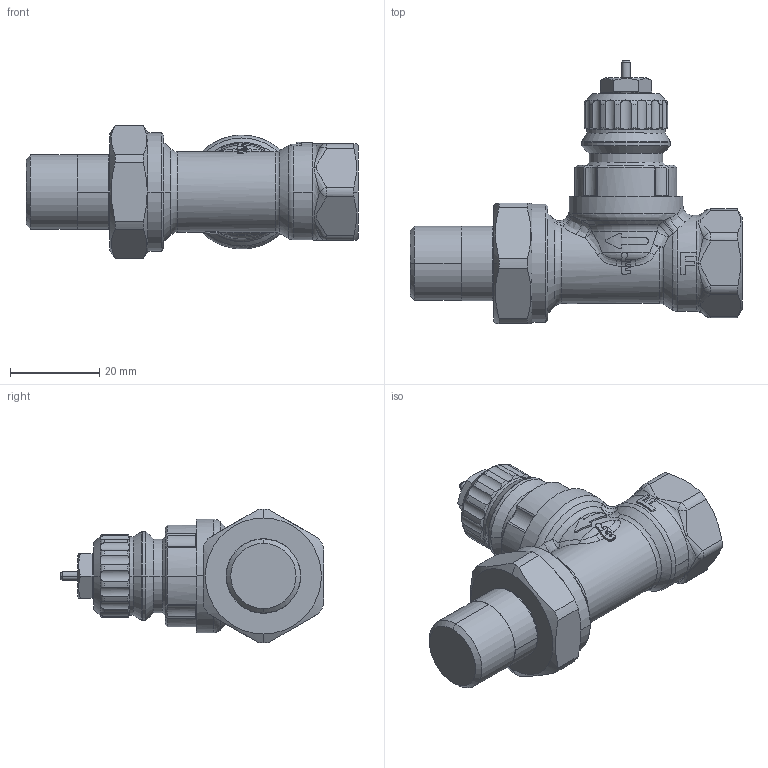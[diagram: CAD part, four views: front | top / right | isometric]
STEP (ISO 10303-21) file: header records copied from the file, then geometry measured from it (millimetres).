
FILE_DESCRIPTION((''),'2;1');
FILE_NAME('013G0002-BIM_SW0001','2022-10-20T13:55:14',('F09560'),(''),'CREO PARAMETRIC BY PTC INC, 2020342','CREO PARAMETRIC BY PTC INC, 2020342','');
FILE_SCHEMA(('AUTOMOTIVE_DESIGN { 1 0 10303 214 1 1 1 1 }'));
Length unit declared in the file: millimetre
Products named in the file (1): 013G0002-BIM_SW0001
Bounding box: 74.4 x 58.99 x 30 mm (x, y, z)
Volume: 35647.2 mm3; surface area: 8415.5 mm2
Topology: 1 solids, 1 shells, 428 faces, 1152 edges, 736 vertices
Faces by surface type: plane 194, cylinder 92, bspline 47, cone 41, torus 32, sphere 14, extrusion 8
Entity records: 18292 total; most frequent: CARTESIAN_POINT 7697, ORIENTED_EDGE 2304, DIRECTION 1688, EDGE_CURVE 1152, VERTEX_POINT 736, AXIS2_PLACEMENT_3D 665, B_SPLINE_CURVE_WITH_KNOTS 532, EDGE_LOOP 438
